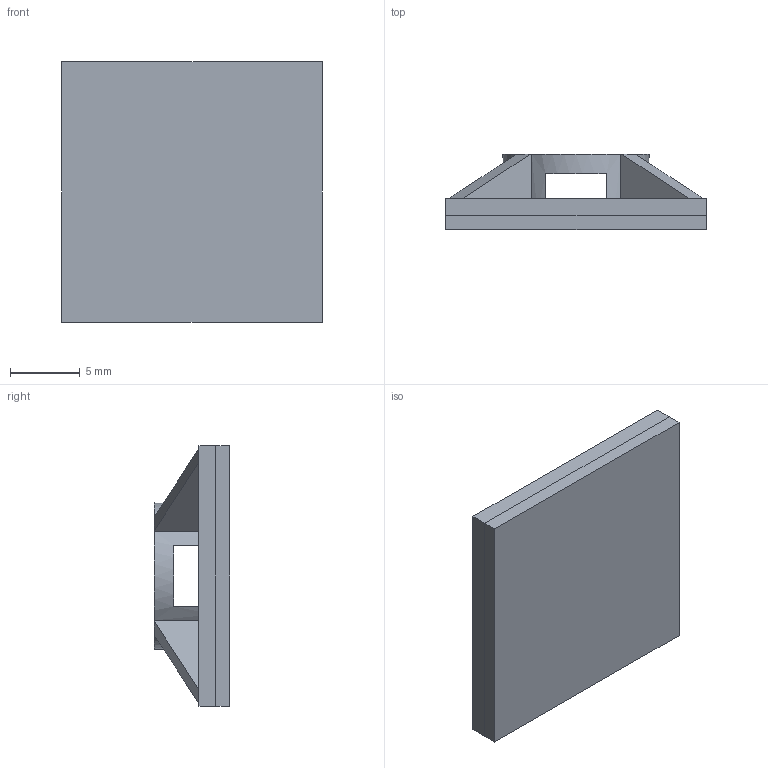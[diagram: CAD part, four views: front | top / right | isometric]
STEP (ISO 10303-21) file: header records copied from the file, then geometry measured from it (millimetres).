
FILE_DESCRIPTION (( 'STEP AP214' ), '1' );
FILE_NAME ('BAS.2MT.507.STEP', '2017-08-21T15:41:52', ( '' ), ( '' ), 'SwSTEP 2.0', 'SolidWorks 2017', '' );
FILE_SCHEMA (( 'AUTOMOTIVE_DESIGN' ));
Length unit declared in the file: millimetre
Products named in the file (1): BAS.2MT.507
Bounding box: 18.75 x 5.4 x 18.75 mm (x, y, z)
Volume: 881.5 mm3; surface area: 1810.2 mm2
Topology: 2 solids, 2 shells, 46 faces, 135 edges, 90 vertices
Faces by surface type: plane 37, cylinder 9
Entity records: 1596 total; most frequent: CARTESIAN_POINT 272, ORIENTED_EDGE 270, DIRECTION 263, EDGE_CURVE 135, VECTOR 101, LINE 101, VERTEX_POINT 90, AXIS2_PLACEMENT_3D 81
